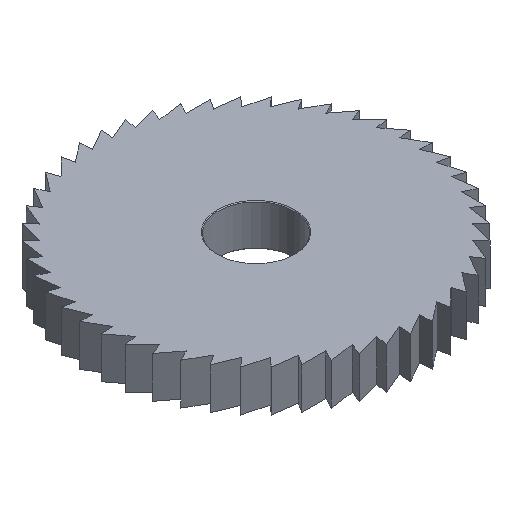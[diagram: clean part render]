
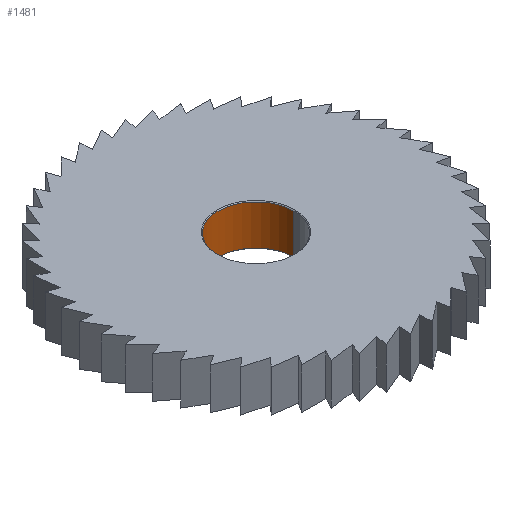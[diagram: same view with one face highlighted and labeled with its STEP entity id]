
A CAD part, isometric view. The second image highlights one B-rep face of the part: STEP entity #1481.
In plain terms, the highlighted cylindrical face has radius 8.731 mm (diameter 17.462 mm), a partial arc.
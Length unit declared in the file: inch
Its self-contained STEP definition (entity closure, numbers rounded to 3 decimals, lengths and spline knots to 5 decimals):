
#56 = DIRECTION ( 'NONE',  ( 0., 0., 1. ) ) ;
#64 = DIRECTION ( 'NONE',  ( 1., 0., 0. ) ) ;
#68 = CARTESIAN_POINT ( 'NONE',  ( 0., 0., -0.375 ) ) ;
#314 = CARTESIAN_POINT ( 'NONE',  ( -0.34375, 0., -0.375 ) ) ;
#348 = DIRECTION ( 'NONE',  ( 0., 0., 1. ) ) ;
#508 = CARTESIAN_POINT ( 'NONE',  ( 0.34375, 0., -0.375 ) ) ;
#509 = DIRECTION ( 'NONE',  ( 0., 0., 1. ) ) ;
#523 = CARTESIAN_POINT ( 'NONE',  ( 0., 0., -0.36813 ) ) ;
#533 = DIRECTION ( 'NONE',  ( 0., 0., -1. ) ) ;
#534 = DIRECTION ( 'NONE',  ( 1., 0., 0. ) ) ;
#550 = CARTESIAN_POINT ( 'NONE',  ( 0., 0., -0.00688 ) ) ;
#554 = DIRECTION ( 'NONE',  ( 0., 0., 1. ) ) ;
#555 = DIRECTION ( 'NONE',  ( 1., 0., 0. ) ) ;
#661 = CARTESIAN_POINT ( 'NONE',  ( 0.34375, 0., -0.00688 ) ) ;
#939 = CYLINDRICAL_SURFACE ( 'NONE', #2551, 0.34375 ) ;
#954 = FACE_OUTER_BOUND ( 'NONE', #2191, .T. ) ;
#1245 = VERTEX_POINT ( 'NONE', #2867 ) ;
#1257 = VERTEX_POINT ( 'NONE', #2855 ) ;
#1271 = VERTEX_POINT ( 'NONE', #2841 ) ;
#1458 = AXIS2_PLACEMENT_3D ( 'NONE', #550, #554, #555 ) ;
#1461 = AXIS2_PLACEMENT_3D ( 'NONE', #523, #533, #534 ) ;
#1481 = ADVANCED_FACE ( 'NONE', ( #954 ), #939, .F. ) ;
#1779 = CIRCLE ( 'NONE', #1461, 0.34375 ) ;
#1798 = CIRCLE ( 'NONE', #1458, 0.34375 ) ;
#1904 = LINE ( 'NONE', #508, #1905 ) ;
#1905 = VECTOR ( 'NONE', #509, 39.37008 ) ;
#2191 = EDGE_LOOP ( 'NONE', ( #3026, #3049, #3025, #3094 ) ) ;
#2514 = EDGE_CURVE ( 'NONE', #1257, #1245, #3418, .T. ) ;
#2551 = AXIS2_PLACEMENT_3D ( 'NONE', #68, #56, #64 ) ;
#2585 = EDGE_CURVE ( 'NONE', #1271, #3298, #1904, .T. ) ;
#2599 = EDGE_CURVE ( 'NONE', #1257, #1271, #1779, .T. ) ;
#2609 = EDGE_CURVE ( 'NONE', #3298, #1245, #1798, .T. ) ;
#2841 = CARTESIAN_POINT ( 'NONE',  ( 0.34375, 0., -0.36813 ) ) ;
#2855 = CARTESIAN_POINT ( 'NONE',  ( -0.34375, 0., -0.36813 ) ) ;
#2867 = CARTESIAN_POINT ( 'NONE',  ( -0.34375, 0., -0.00688 ) ) ;
#3025 = ORIENTED_EDGE ( 'NONE', *, *, #2585, .T. ) ;
#3026 = ORIENTED_EDGE ( 'NONE', *, *, #2514, .F. ) ;
#3049 = ORIENTED_EDGE ( 'NONE', *, *, #2599, .T. ) ;
#3094 = ORIENTED_EDGE ( 'NONE', *, *, #2609, .T. ) ;
#3298 = VERTEX_POINT ( 'NONE', #661 ) ;
#3417 = VECTOR ( 'NONE', #348, 39.37008 ) ;
#3418 = LINE ( 'NONE', #314, #3417 ) ;
